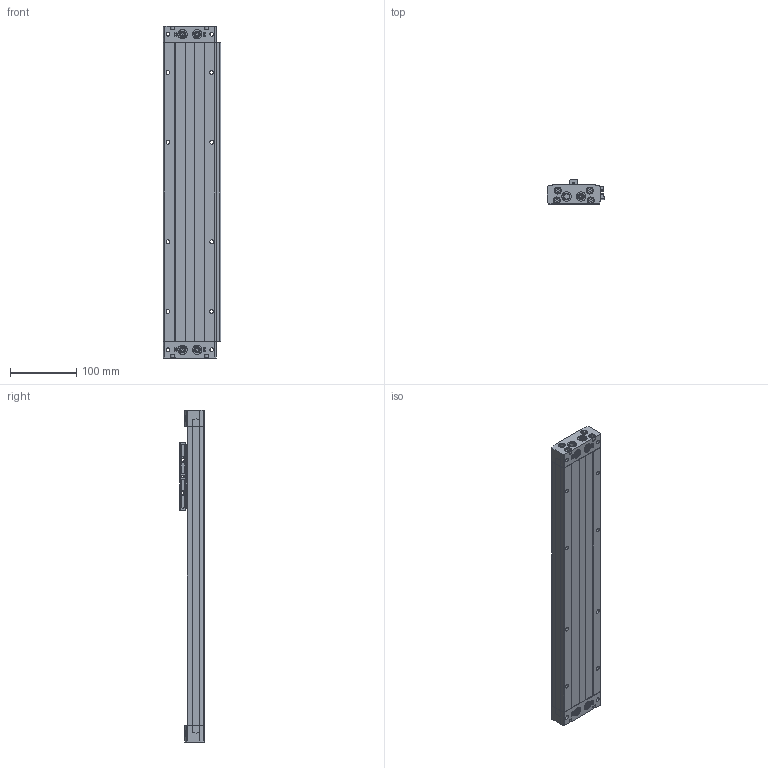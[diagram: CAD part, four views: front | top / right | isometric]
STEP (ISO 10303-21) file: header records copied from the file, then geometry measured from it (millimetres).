
FILE_DESCRIPTION(/* description */ ('STEP AP214'),/* implementation_level */ '2;1');
FILE_NAME(/* name */ '5072354_DLGF-G-25-300-PPSA',/* time_stamp */ '2024-08-19T22:24:52+02:00',/* author */ ('License CC BY-ND 4.0'),/* organization */ ('CADENAS'),/* preprocessor_version */ 'ST-DEVELOPER v19.3',/* originating_system */ 'PARTsolutions',/* authorisation */ ' ');
FILE_SCHEMA (('AUTOMOTIVE_DESIGN {1 0 10303 214 3 1 1}'));
Length unit declared in the file: millimetre
Products named in the file (5): 5072354 DLGF-G-25-300-PPSA---(0); 8063800 DLGF-25-G-300---(G); 3632631 DLGF-25; 8070146 DLGF-20/25; 116515 G1/8
Assembly tree (12 placements, depth 2):
  5072354 DLGF-G-25-300-PPSA---(0)
    8063800 DLGF-25-G-300---(G)
    3632631 DLGF-25
    8070146 DLGF-20/25  x4
    116515 G1/8  x6
Bounding box: 86.5 x 36.5 x 500 mm (x, y, z)
Volume: 988418 mm3; surface area: 170911.1 mm2
Topology: 12 solids, 12 shells, 846 faces, 2015 edges, 1281 vertices
Faces by surface type: plane 436, cylinder 270, cone 84, torus 56
Full cylindrical faces by diameter (mm): 2.459 x1, 3.242 x5, 4.2 x2, 5.5 x4, 5.8 x12, 8.5 x8, 8.566 x8, 9.728 x18, 10 x16, 11 x8, 14 x8
Entity records: 20450 total; most frequent: DIRECTION 3576, CARTESIAN_POINT 3535, ORIENTED_EDGE 3112, EDGE_CURVE 1556, AXIS2_PLACEMENT_3D 1329, VERTEX_POINT 1106, FACE_BOUND 1004, EDGE_LOOP 1002
